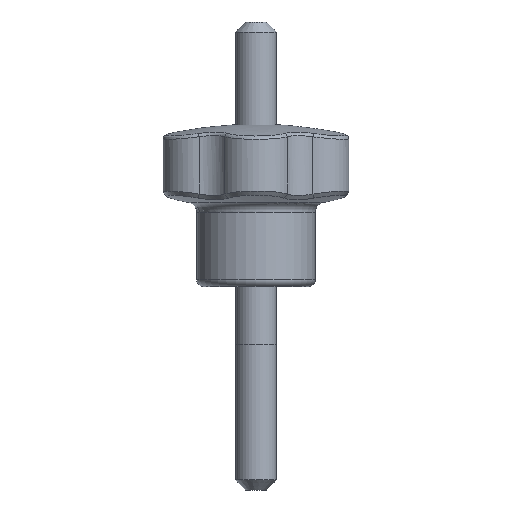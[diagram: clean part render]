
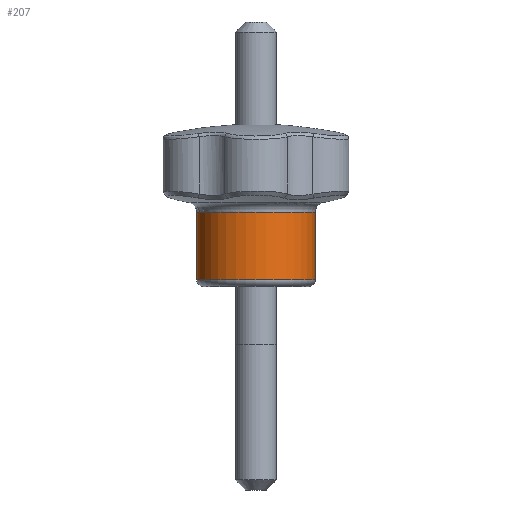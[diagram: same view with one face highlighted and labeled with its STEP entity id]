
A CAD part, front view. The second image highlights one B-rep face of the part: STEP entity #207.
In plain terms, the highlighted cylindrical face has radius 8.75 mm (diameter 17.5 mm), a full revolution.
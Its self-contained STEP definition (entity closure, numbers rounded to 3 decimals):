
#207 = ADVANCED_FACE( '', ( #307, #308 ), #309, .T. );
#307 = FACE_OUTER_BOUND( '', #1314, .T. );
#308 = FACE_OUTER_BOUND( '', #1315, .T. );
#309 = CYLINDRICAL_SURFACE( '', #1316, 8.75 );
#1314 = EDGE_LOOP( '', ( #1851 ) );
#1315 = EDGE_LOOP( '', ( #1852 ) );
#1316 = AXIS2_PLACEMENT_3D( '', #1853, #1854, #1855 );
#1851 = ORIENTED_EDGE( '', *, *, #1985, .T. );
#1852 = ORIENTED_EDGE( '', *, *, #1979, .T. );
#1853 = CARTESIAN_POINT( '', ( 0., 0., 23.65 ) );
#1854 = DIRECTION( '', ( 0., 0., -1. ) );
#1855 = DIRECTION( '', ( 1., 0., 0. ) );
#1979 = EDGE_CURVE( '', #2106, #2106, #2107, .F. );
#1985 = EDGE_CURVE( '', #2118, #2118, #2119, .T. );
#2106 = VERTEX_POINT( '', #3096 );
#2107 = CIRCLE( '', #3097, 8.75 );
#2118 = VERTEX_POINT( '', #3203 );
#2119 = CIRCLE( '', #3204, 8.75 );
#3096 = CARTESIAN_POINT( '', ( 8.75, 0., 10.917 ) );
#3097 = AXIS2_PLACEMENT_3D( '', #4063, #4064, #4065 );
#3203 = CARTESIAN_POINT( '', ( 8.75, 0., 1. ) );
#3204 = AXIS2_PLACEMENT_3D( '', #4071, #4072, #4073 );
#4063 = CARTESIAN_POINT( '', ( 0., 0., 10.917 ) );
#4064 = DIRECTION( '', ( 0., 0., 1. ) );
#4065 = DIRECTION( '', ( 1., 0., 0. ) );
#4071 = CARTESIAN_POINT( '', ( 0., 0., 1. ) );
#4072 = DIRECTION( '', ( 0., 0., 1. ) );
#4073 = DIRECTION( '', ( 1., 0., 0. ) );
